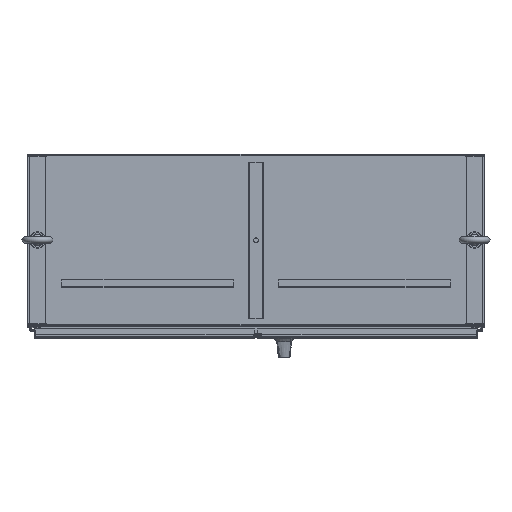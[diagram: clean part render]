
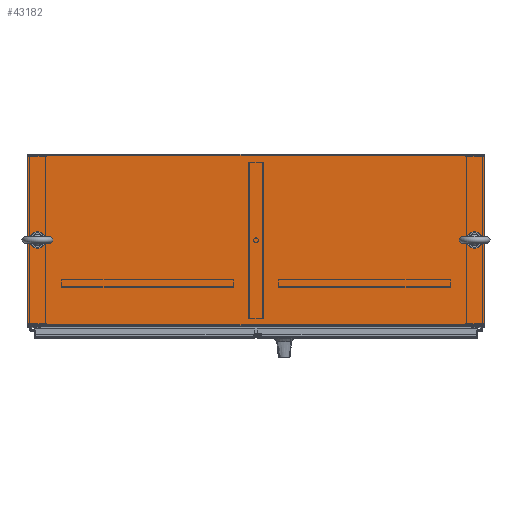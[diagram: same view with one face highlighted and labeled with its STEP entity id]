
A CAD part, top view. The second image highlights one B-rep face of the part: STEP entity #43182.
In plain terms, the highlighted planar face has unit normal (0, 0, 1).
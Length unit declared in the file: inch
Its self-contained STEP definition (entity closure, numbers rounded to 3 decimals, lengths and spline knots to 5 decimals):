
#3863 = FACE_OUTER_BOUND ( 'NONE', #40407, .T. ) ;
#4056 = EDGE_CURVE ( 'NONE', #40984, #40984, #24038, .T. ) ;
#4980 = VECTOR ( 'NONE', #72167, 39.37008 ) ;
#6545 = VERTEX_POINT ( 'NONE', #12613 ) ;
#9077 = PLANE ( 'NONE',  #24445 ) ;
#10608 = DIRECTION ( 'NONE',  ( 1., 0., 0. ) ) ;
#10756 = AXIS2_PLACEMENT_3D ( 'NONE', #47186, #34927, #26471 ) ;
#12613 = CARTESIAN_POINT ( 'NONE',  ( -23.935, -8.8245, 60.06 ) ) ;
#13528 = VERTEX_POINT ( 'NONE', #62243 ) ;
#13607 = EDGE_CURVE ( 'NONE', #91276, #91276, #67854, .T. ) ;
#14738 = CARTESIAN_POINT ( 'NONE',  ( 23.935, -8.9675, 60.06 ) ) ;
#15238 = ORIENTED_EDGE ( 'NONE', *, *, #78362, .T. ) ;
#16788 = VECTOR ( 'NONE', #52917, 39.37008 ) ;
#17656 = DIRECTION ( 'NONE',  ( 0., 0., -1. ) ) ;
#18259 = ORIENTED_EDGE ( 'NONE', *, *, #13607, .T. ) ;
#18569 = CARTESIAN_POINT ( 'NONE',  ( -23.935, -8.8245, 60.06 ) ) ;
#18993 = VECTOR ( 'NONE', #60702, 39.37008 ) ;
#18995 = CARTESIAN_POINT ( 'NONE',  ( 23.935, 8.9675, 60.06 ) ) ;
#20262 = CARTESIAN_POINT ( 'NONE',  ( 23.31, 0.078, 60.06 ) ) ;
#23451 = VERTEX_POINT ( 'NONE', #53573 ) ;
#24038 = CIRCLE ( 'NONE', #34524, 0.375 ) ;
#24445 = AXIS2_PLACEMENT_3D ( 'NONE', #59398, #60802, #81509 ) ;
#25942 = VECTOR ( 'NONE', #66731, 39.37008 ) ;
#26471 = DIRECTION ( 'NONE',  ( 1., 0., 0. ) ) ;
#31391 = CARTESIAN_POINT ( 'NONE',  ( -23.935, -8.9675, 60.06 ) ) ;
#32106 = FACE_BOUND ( 'NONE', #44513, .T. ) ;
#32955 = ORIENTED_EDGE ( 'NONE', *, *, #89430, .T. ) ;
#34524 = AXIS2_PLACEMENT_3D ( 'NONE', #60478, #17656, #10608 ) ;
#34927 = DIRECTION ( 'NONE',  ( 0., 0., -1. ) ) ;
#38011 = LINE ( 'NONE', #31391, #25942 ) ;
#40407 = EDGE_LOOP ( 'NONE', ( #15238, #32955, #59747, #51189 ) ) ;
#40984 = VERTEX_POINT ( 'NONE', #82852 ) ;
#41374 = CARTESIAN_POINT ( 'NONE',  ( -23.935, 8.9675, 60.06 ) ) ;
#42920 = EDGE_CURVE ( 'NONE', #23451, #6545, #38011, .T. ) ;
#43182 = ADVANCED_FACE ( 'NONE', ( #3863, #32106, #52802 ), #9077, .T. ) ;
#44513 = EDGE_LOOP ( 'NONE', ( #18259 ) ) ;
#47186 = CARTESIAN_POINT ( 'NONE',  ( 22.935, 0.078, 60.06 ) ) ;
#51189 = ORIENTED_EDGE ( 'NONE', *, *, #63418, .T. ) ;
#52802 = FACE_BOUND ( 'NONE', #63003, .T. ) ;
#52917 = DIRECTION ( 'NONE',  ( 1., 0., 0. ) ) ;
#53165 = VERTEX_POINT ( 'NONE', #18995 ) ;
#53573 = CARTESIAN_POINT ( 'NONE',  ( -23.935, 8.9675, 60.06 ) ) ;
#59398 = CARTESIAN_POINT ( 'NONE',  ( -23.935, -8.9675, 60.06 ) ) ;
#59747 = ORIENTED_EDGE ( 'NONE', *, *, #42920, .T. ) ;
#60478 = CARTESIAN_POINT ( 'NONE',  ( -22.935, 0.078, 60.06 ) ) ;
#60702 = DIRECTION ( 'NONE',  ( -1., 0., 0. ) ) ;
#60802 = DIRECTION ( 'NONE',  ( 0., 0., 1. ) ) ;
#62243 = CARTESIAN_POINT ( 'NONE',  ( 23.935, -8.8245, 60.06 ) ) ;
#63003 = EDGE_LOOP ( 'NONE', ( #83518 ) ) ;
#63418 = EDGE_CURVE ( 'NONE', #6545, #13528, #89129, .T. ) ;
#66731 = DIRECTION ( 'NONE',  ( 0., -1., 0. ) ) ;
#67854 = CIRCLE ( 'NONE', #10756, 0.375 ) ;
#72167 = DIRECTION ( 'NONE',  ( 0., 1., 0. ) ) ;
#77159 = LINE ( 'NONE', #41374, #18993 ) ;
#78362 = EDGE_CURVE ( 'NONE', #13528, #53165, #87168, .T. ) ;
#81509 = DIRECTION ( 'NONE',  ( 1., 0., 0. ) ) ;
#82852 = CARTESIAN_POINT ( 'NONE',  ( -22.56, 0.078, 60.06 ) ) ;
#83518 = ORIENTED_EDGE ( 'NONE', *, *, #4056, .T. ) ;
#87168 = LINE ( 'NONE', #14738, #4980 ) ;
#89129 = LINE ( 'NONE', #18569, #16788 ) ;
#89430 = EDGE_CURVE ( 'NONE', #53165, #23451, #77159, .T. ) ;
#91276 = VERTEX_POINT ( 'NONE', #20262 ) ;
